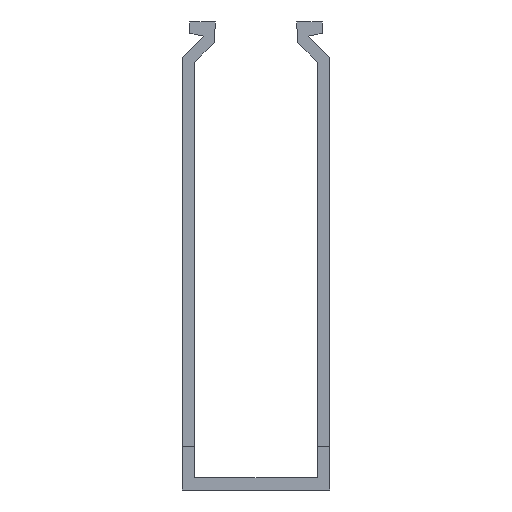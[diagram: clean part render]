
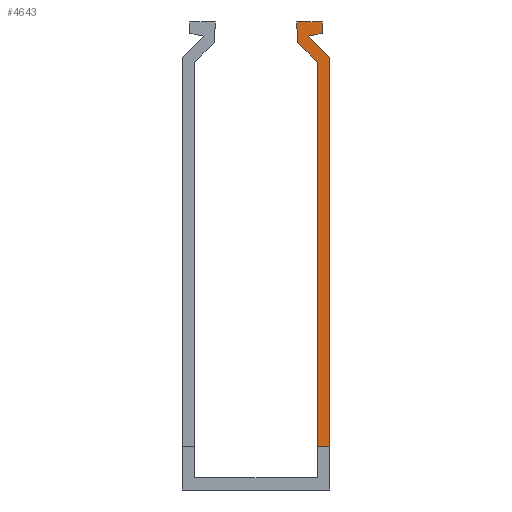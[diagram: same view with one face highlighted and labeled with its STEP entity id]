
A CAD part, front view. The second image highlights one B-rep face of the part: STEP entity #4643.
In plain terms, the highlighted planar face has unit normal (0, -1, 0).
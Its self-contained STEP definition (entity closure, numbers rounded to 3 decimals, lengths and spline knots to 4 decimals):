
#1901=FACE_OUTER_BOUND('',#10199,.T.);
#4643=ADVANCED_FACE('',(#1901),#7385,.F.);
#7385=PLANE('',#59522);
#10199=EDGE_LOOP('',(#36901,#36902,#36903,#36904,#36905,#36906,#36907,#36908,
#36909));
#16792=LINE('',#86116,#24872);
#17225=LINE('',#86840,#25305);
#17227=LINE('',#86844,#25307);
#17231=LINE('',#86852,#25311);
#17234=LINE('',#86858,#25314);
#17237=LINE('',#86864,#25317);
#17239=LINE('',#86868,#25319);
#17671=LINE('',#87589,#25751);
#18569=LINE('',#89095,#26649);
#24872=VECTOR('',#69833,1.);
#25305=VECTOR('',#70268,1.);
#25307=VECTOR('',#70272,1.);
#25311=VECTOR('',#70278,1.);
#25314=VECTOR('',#70283,1.);
#25317=VECTOR('',#70288,1.);
#25319=VECTOR('',#70292,1.);
#25751=VECTOR('',#70726,1.);
#26649=VECTOR('',#71646,1.);
#36901=ORIENTED_EDGE('',*,*,#56789,.T.);
#36902=ORIENTED_EDGE('',*,*,#55891,.T.);
#36903=ORIENTED_EDGE('',*,*,#55459,.T.);
#36904=ORIENTED_EDGE('',*,*,#55457,.F.);
#36905=ORIENTED_EDGE('',*,*,#55454,.F.);
#36906=ORIENTED_EDGE('',*,*,#55451,.F.);
#36907=ORIENTED_EDGE('',*,*,#55447,.T.);
#36908=ORIENTED_EDGE('',*,*,#55445,.F.);
#36909=ORIENTED_EDGE('',*,*,#55012,.F.);
#48100=VERTEX_POINT('',#86115);
#48101=VERTEX_POINT('',#86117);
#48390=VERTEX_POINT('',#86838);
#48392=VERTEX_POINT('',#86845);
#48394=VERTEX_POINT('',#86850);
#48396=VERTEX_POINT('',#86856);
#48398=VERTEX_POINT('',#86862);
#48400=VERTEX_POINT('',#86869);
#48688=VERTEX_POINT('',#87590);
#55012=EDGE_CURVE('',#48100,#48101,#16792,.T.);
#55445=EDGE_CURVE('',#48101,#48390,#17225,.T.);
#55447=EDGE_CURVE('',#48392,#48390,#17227,.T.);
#55451=EDGE_CURVE('',#48392,#48394,#17231,.T.);
#55454=EDGE_CURVE('',#48394,#48396,#17234,.T.);
#55457=EDGE_CURVE('',#48396,#48398,#17237,.T.);
#55459=EDGE_CURVE('',#48400,#48398,#17239,.T.);
#55891=EDGE_CURVE('',#48688,#48400,#17671,.T.);
#56789=EDGE_CURVE('',#48100,#48688,#18569,.T.);
#59522=AXIS2_PLACEMENT_3D('',#89096,#71647,#71648);
#69833=DIRECTION('',(0.,0.,1.));
#70268=DIRECTION('',(-0.711,0.,0.703));
#70272=DIRECTION('',(0.038,0.,-0.999));
#70278=DIRECTION('',(1.,0.,0.));
#70283=DIRECTION('',(0.,0.,-1.));
#70288=DIRECTION('',(-0.977,0.,-0.211));
#70292=DIRECTION('',(-0.711,0.,0.703));
#70726=DIRECTION('',(0.,0.,1.));
#71646=DIRECTION('',(1.,0.,0.));
#71647=DIRECTION('',(0.,1.,0.));
#71648=DIRECTION('',(0.,0.,1.));
#86115=CARTESIAN_POINT('',(0.5283,0.098,0.3696));
#86116=CARTESIAN_POINT('',(0.5283,0.098,0.105));
#86117=CARTESIAN_POINT('',(0.5285,0.098,3.6505));
#86838=CARTESIAN_POINT('',(0.3585,0.098,3.8184));
#86840=CARTESIAN_POINT('',(0.5285,0.098,3.6505));
#86844=CARTESIAN_POINT('',(0.3518,0.098,3.9942));
#86845=CARTESIAN_POINT('',(0.3518,0.098,3.9942));
#86850=CARTESIAN_POINT('',(0.5691,0.098,3.9942));
#86852=CARTESIAN_POINT('',(0.3518,0.098,3.9942));
#86856=CARTESIAN_POINT('',(0.5691,0.098,3.8988));
#86858=CARTESIAN_POINT('',(0.5691,0.098,3.9942));
#86862=CARTESIAN_POINT('',(0.4517,0.098,3.8734));
#86864=CARTESIAN_POINT('',(0.5691,0.098,3.8988));
#86868=CARTESIAN_POINT('',(0.6335,0.098,3.6939));
#86869=CARTESIAN_POINT('',(0.6335,0.098,3.6939));
#87589=CARTESIAN_POINT('',(0.6333,0.098,0.));
#87590=CARTESIAN_POINT('',(0.6333,0.098,0.3696));
#89095=CARTESIAN_POINT('',(0.1448,0.098,0.3697));
#89096=CARTESIAN_POINT('',(0.1448,0.098,0.3697));
